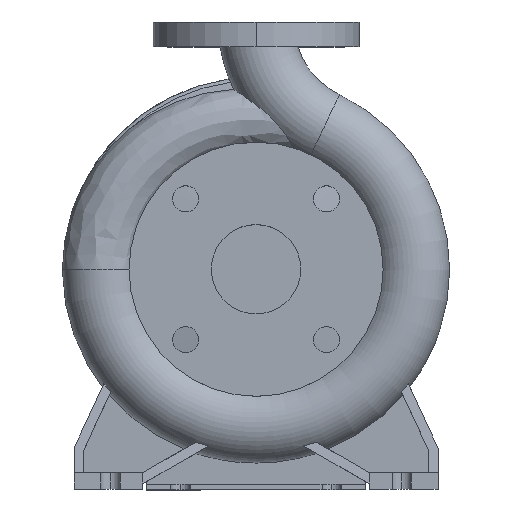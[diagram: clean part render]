
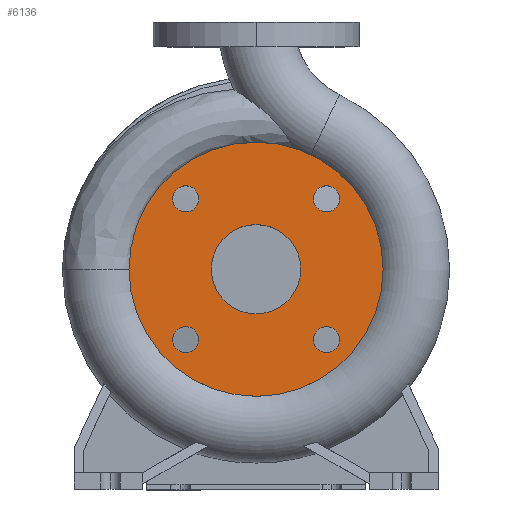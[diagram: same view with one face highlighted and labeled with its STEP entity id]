
A CAD part, top view. The second image highlights one B-rep face of the part: STEP entity #6136.
In plain terms, the highlighted planar face has unit normal (0, 0, 1).
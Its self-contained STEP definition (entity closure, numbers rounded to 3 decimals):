
#31 = CARTESIAN_POINT ( 'NONE',  ( -51.265, 51.265, 100. ) ) ;
#34 = DIRECTION ( 'NONE',  ( 0., 0., 1. ) ) ;
#94 = DIRECTION ( 'NONE',  ( 0., 0., 1. ) ) ;
#135 = ORIENTED_EDGE ( 'NONE', *, *, #2526, .F. ) ;
#414 = DIRECTION ( 'NONE',  ( 0., 0., 1. ) ) ;
#484 = EDGE_CURVE ( 'NONE', #6346, #3370, #2479, .T. ) ;
#601 = ORIENTED_EDGE ( 'NONE', *, *, #484, .F. ) ;
#611 = CARTESIAN_POINT ( 'NONE',  ( 51.265, 51.265, 100. ) ) ;
#616 = DIRECTION ( 'NONE',  ( 0., -1., 0. ) ) ;
#637 = DIRECTION ( 'NONE',  ( 0., -1., 0. ) ) ;
#663 = DIRECTION ( 'NONE',  ( 1., 0., 0. ) ) ;
#738 = DIRECTION ( 'NONE',  ( 0., 0., -1. ) ) ;
#819 = EDGE_LOOP ( 'NONE', ( #4179, #4242 ) ) ;
#1005 = DIRECTION ( 'NONE',  ( 0., 0., 1. ) ) ;
#1092 = EDGE_CURVE ( 'NONE', #4504, #5713, #2687, .T. ) ;
#1101 = VERTEX_POINT ( 'NONE', #4882 ) ;
#1118 = FACE_OUTER_BOUND ( 'NONE', #2948, .T. ) ;
#1133 = CARTESIAN_POINT ( 'NONE',  ( 51.265, -41.765, 100. ) ) ;
#1272 = VERTEX_POINT ( 'NONE', #5162 ) ;
#1331 = AXIS2_PLACEMENT_3D ( 'NONE', #6397, #414, #4001 ) ;
#1424 = EDGE_CURVE ( 'NONE', #4471, #4837, #2585, .T. ) ;
#1597 = ORIENTED_EDGE ( 'NONE', *, *, #5778, .F. ) ;
#1642 = FACE_BOUND ( 'NONE', #2089, .T. ) ;
#1762 = DIRECTION ( 'NONE',  ( 0., -1., 0. ) ) ;
#1817 = ORIENTED_EDGE ( 'NONE', *, *, #2011, .F. ) ;
#1867 = AXIS2_PLACEMENT_3D ( 'NONE', #611, #2007, #5640 ) ;
#1965 = CIRCLE ( 'NONE', #4791, 9.5 ) ;
#2007 = DIRECTION ( 'NONE',  ( 0., 0., 1. ) ) ;
#2011 = EDGE_CURVE ( 'NONE', #3370, #6346, #2283, .T. ) ;
#2080 = DIRECTION ( 'NONE',  ( 0., 0., 1. ) ) ;
#2089 = EDGE_LOOP ( 'NONE', ( #4435, #135 ) ) ;
#2101 = FACE_BOUND ( 'NONE', #6334, .T. ) ;
#2130 = CARTESIAN_POINT ( 'NONE',  ( 51.265, 51.265, 100. ) ) ;
#2169 = FACE_BOUND ( 'NONE', #4316, .T. ) ;
#2274 = CARTESIAN_POINT ( 'NONE',  ( -51.265, -51.265, 100. ) ) ;
#2283 = CIRCLE ( 'NONE', #5103, 32.5 ) ;
#2346 = EDGE_CURVE ( 'NONE', #5713, #4504, #4276, .T. ) ;
#2393 = CIRCLE ( 'NONE', #3227, 92.5 ) ;
#2406 = DIRECTION ( 'NONE',  ( 0., 0., 1. ) ) ;
#2479 = CIRCLE ( 'NONE', #4686, 32.5 ) ;
#2492 = AXIS2_PLACEMENT_3D ( 'NONE', #2130, #5131, #663 ) ;
#2526 = EDGE_CURVE ( 'NONE', #5160, #3892, #3646, .T. ) ;
#2571 = EDGE_CURVE ( 'NONE', #1101, #3278, #1965, .T. ) ;
#2585 = CIRCLE ( 'NONE', #5087, 92.5 ) ;
#2687 = CIRCLE ( 'NONE', #1331, 9.5 ) ;
#2882 = CARTESIAN_POINT ( 'NONE',  ( 51.265, -60.765, 100. ) ) ;
#2948 = EDGE_LOOP ( 'NONE', ( #5773, #5569 ) ) ;
#2979 = CARTESIAN_POINT ( 'NONE',  ( 0., 92.5, 100. ) ) ;
#3096 = DIRECTION ( 'NONE',  ( 0., -1., 0. ) ) ;
#3103 = CARTESIAN_POINT ( 'NONE',  ( 0., 0., 100. ) ) ;
#3227 = AXIS2_PLACEMENT_3D ( 'NONE', #4052, #1005, #3096 ) ;
#3248 = DIRECTION ( 'NONE',  ( 0., 0., 1. ) ) ;
#3276 = CARTESIAN_POINT ( 'NONE',  ( 60.765, 51.265, 100. ) ) ;
#3278 = VERTEX_POINT ( 'NONE', #5623 ) ;
#3351 = AXIS2_PLACEMENT_3D ( 'NONE', #5504, #94, #616 ) ;
#3370 = VERTEX_POINT ( 'NONE', #6121 ) ;
#3496 = EDGE_CURVE ( 'NONE', #3892, #5160, #3652, .T. ) ;
#3569 = CIRCLE ( 'NONE', #4207, 9.5 ) ;
#3589 = EDGE_CURVE ( 'NONE', #4837, #4471, #2393, .T. ) ;
#3646 = CIRCLE ( 'NONE', #1867, 9.5 ) ;
#3652 = CIRCLE ( 'NONE', #2492, 9.5 ) ;
#3871 = CARTESIAN_POINT ( 'NONE',  ( 0., -92.5, 100. ) ) ;
#3892 = VERTEX_POINT ( 'NONE', #3276 ) ;
#3909 = ORIENTED_EDGE ( 'NONE', *, *, #5745, .F. ) ;
#4001 = DIRECTION ( 'NONE',  ( 0., -1., 0. ) ) ;
#4005 = CARTESIAN_POINT ( 'NONE',  ( 51.265, -51.265, 100. ) ) ;
#4010 = DIRECTION ( 'NONE',  ( 0., 0., 1. ) ) ;
#4052 = CARTESIAN_POINT ( 'NONE',  ( 0., 0., 100. ) ) ;
#4066 = CARTESIAN_POINT ( 'NONE',  ( -51.265, 41.765, 100. ) ) ;
#4103 = AXIS2_PLACEMENT_3D ( 'NONE', #6198, #738, #4200 ) ;
#4179 = ORIENTED_EDGE ( 'NONE', *, *, #2571, .F. ) ;
#4200 = DIRECTION ( 'NONE',  ( 0., 1., 0. ) ) ;
#4207 = AXIS2_PLACEMENT_3D ( 'NONE', #31, #4010, #5023 ) ;
#4242 = ORIENTED_EDGE ( 'NONE', *, *, #4368, .F. ) ;
#4276 = CIRCLE ( 'NONE', #4369, 9.5 ) ;
#4289 = CARTESIAN_POINT ( 'NONE',  ( -51.265, -51.265, 100. ) ) ;
#4316 = EDGE_LOOP ( 'NONE', ( #3909, #1597 ) ) ;
#4368 = EDGE_CURVE ( 'NONE', #3278, #1101, #5533, .T. ) ;
#4369 = AXIS2_PLACEMENT_3D ( 'NONE', #4005, #2080, #4531 ) ;
#4408 = DIRECTION ( 'NONE',  ( 0., -1., 0. ) ) ;
#4435 = ORIENTED_EDGE ( 'NONE', *, *, #3496, .F. ) ;
#4471 = VERTEX_POINT ( 'NONE', #2979 ) ;
#4504 = VERTEX_POINT ( 'NONE', #2882 ) ;
#4531 = DIRECTION ( 'NONE',  ( 0., -1., 0. ) ) ;
#4571 = EDGE_LOOP ( 'NONE', ( #601, #1817 ) ) ;
#4618 = DIRECTION ( 'NONE',  ( 0., 0., 1. ) ) ;
#4686 = AXIS2_PLACEMENT_3D ( 'NONE', #3103, #4618, #637 ) ;
#4710 = AXIS2_PLACEMENT_3D ( 'NONE', #4289, #6294, #1762 ) ;
#4717 = FACE_BOUND ( 'NONE', #819, .T. ) ;
#4767 = ORIENTED_EDGE ( 'NONE', *, *, #2346, .F. ) ;
#4791 = AXIS2_PLACEMENT_3D ( 'NONE', #2274, #3248, #5249 ) ;
#4837 = VERTEX_POINT ( 'NONE', #3871 ) ;
#4882 = CARTESIAN_POINT ( 'NONE',  ( -51.265, -60.765, 100. ) ) ;
#5023 = DIRECTION ( 'NONE',  ( 0., -1., 0. ) ) ;
#5087 = AXIS2_PLACEMENT_3D ( 'NONE', #5847, #2406, #5441 ) ;
#5095 = VERTEX_POINT ( 'NONE', #4066 ) ;
#5103 = AXIS2_PLACEMENT_3D ( 'NONE', #5445, #34, #4408 ) ;
#5131 = DIRECTION ( 'NONE',  ( 0., 0., 1. ) ) ;
#5160 = VERTEX_POINT ( 'NONE', #5528 ) ;
#5162 = CARTESIAN_POINT ( 'NONE',  ( -51.265, 60.765, 100. ) ) ;
#5172 = FACE_BOUND ( 'NONE', #4571, .T. ) ;
#5241 = CIRCLE ( 'NONE', #3351, 9.5 ) ;
#5249 = DIRECTION ( 'NONE',  ( 0., -1., 0. ) ) ;
#5441 = DIRECTION ( 'NONE',  ( 0., -1., 0. ) ) ;
#5445 = CARTESIAN_POINT ( 'NONE',  ( 0., 0., 100. ) ) ;
#5474 = CARTESIAN_POINT ( 'NONE',  ( 0., -32.5, 100. ) ) ;
#5504 = CARTESIAN_POINT ( 'NONE',  ( -51.265, 51.265, 100. ) ) ;
#5528 = CARTESIAN_POINT ( 'NONE',  ( 41.765, 51.265, 100. ) ) ;
#5533 = CIRCLE ( 'NONE', #4710, 9.5 ) ;
#5569 = ORIENTED_EDGE ( 'NONE', *, *, #1424, .T. ) ;
#5623 = CARTESIAN_POINT ( 'NONE',  ( -51.265, -41.765, 100. ) ) ;
#5640 = DIRECTION ( 'NONE',  ( 1., 0., 0. ) ) ;
#5713 = VERTEX_POINT ( 'NONE', #1133 ) ;
#5745 = EDGE_CURVE ( 'NONE', #5095, #1272, #5241, .T. ) ;
#5773 = ORIENTED_EDGE ( 'NONE', *, *, #3589, .T. ) ;
#5778 = EDGE_CURVE ( 'NONE', #1272, #5095, #3569, .T. ) ;
#5847 = CARTESIAN_POINT ( 'NONE',  ( 0., 0., 100. ) ) ;
#6065 = ORIENTED_EDGE ( 'NONE', *, *, #1092, .F. ) ;
#6095 = PLANE ( 'NONE',  #4103 ) ;
#6121 = CARTESIAN_POINT ( 'NONE',  ( 0., 32.5, 100. ) ) ;
#6136 = ADVANCED_FACE ( 'NONE', ( #5172, #1118, #1642, #2169, #4717, #2101 ), #6095, .F. ) ;
#6198 = CARTESIAN_POINT ( 'NONE',  ( 0., 92.5, 100. ) ) ;
#6294 = DIRECTION ( 'NONE',  ( 0., 0., 1. ) ) ;
#6334 = EDGE_LOOP ( 'NONE', ( #6065, #4767 ) ) ;
#6346 = VERTEX_POINT ( 'NONE', #5474 ) ;
#6397 = CARTESIAN_POINT ( 'NONE',  ( 51.265, -51.265, 100. ) ) ;
